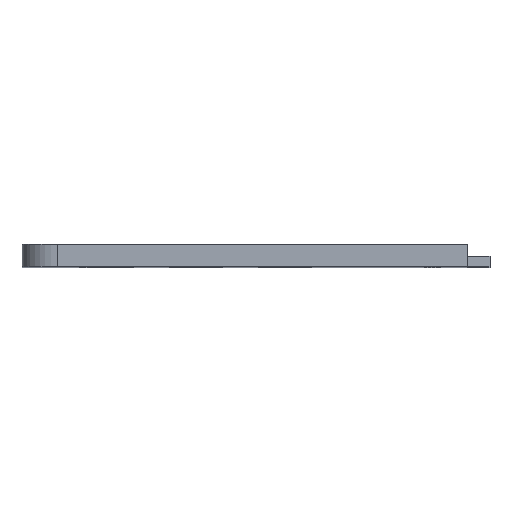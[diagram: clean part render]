
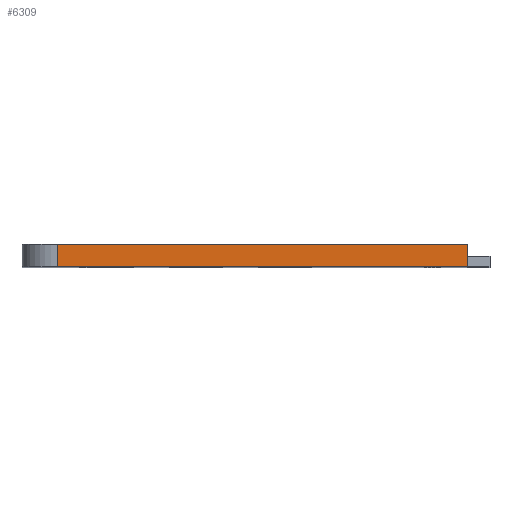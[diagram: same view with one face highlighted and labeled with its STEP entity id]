
A CAD part, top view. The second image highlights one B-rep face of the part: STEP entity #6309.
In plain terms, the highlighted planar face has unit normal (0, 0, 1).
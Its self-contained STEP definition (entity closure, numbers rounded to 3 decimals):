
#837=DIRECTION('',(1.,0.,0.));
#838=VECTOR('',#837,92.);
#839=CARTESIAN_POINT('',(-177.,5.,100.));
#840=LINE('',#839,#838);
#2189=DIRECTION('',(0.,-1.,0.));
#2190=VECTOR('',#2189,5.);
#2191=CARTESIAN_POINT('',(-177.,10.,100.));
#2192=LINE('',#2191,#2190);
#2193=DIRECTION('',(1.,0.,0.));
#2194=VECTOR('',#2193,92.);
#2195=CARTESIAN_POINT('',(-177.,10.,100.));
#2196=LINE('',#2195,#2194);
#2197=DIRECTION('',(0.,1.,0.));
#2198=VECTOR('',#2197,5.);
#2199=CARTESIAN_POINT('',(-85.,5.,100.));
#2200=LINE('',#2199,#2198);
#2846=CARTESIAN_POINT('',(-85.,10.,100.));
#2848=VERTEX_POINT('',#2846);
#2849=CARTESIAN_POINT('',(-85.,5.,100.));
#2850=VERTEX_POINT('',#2849);
#2957=CARTESIAN_POINT('',(-177.,5.,100.));
#2959=VERTEX_POINT('',#2957);
#2963=CARTESIAN_POINT('',(-177.,10.,100.));
#2964=VERTEX_POINT('',#2963);
#6297=CARTESIAN_POINT('',(-115.,0.,100.));
#6298=DIRECTION('',(0.,0.,1.));
#6299=DIRECTION('',(1.,0.,0.));
#6300=AXIS2_PLACEMENT_3D('',#6297,#6298,#6299);
#6301=PLANE('',#6300);
#6303=ORIENTED_EDGE('',*,*,#6302,.F.);
#6304=ORIENTED_EDGE('',*,*,#2984,.T.);
#6305=ORIENTED_EDGE('',*,*,#6123,.F.);
#6306=ORIENTED_EDGE('',*,*,#3427,.F.);
#6307=EDGE_LOOP('',(#6303,#6304,#6305,#6306));
#6308=FACE_OUTER_BOUND('',#6307,.F.);
#6309=ADVANCED_FACE('',(#6308),#6301,.T.);
#2984=EDGE_CURVE('',#2964,#2848,#2196,.T.);
#3427=EDGE_CURVE('',#2959,#2850,#840,.T.);
#6123=EDGE_CURVE('',#2850,#2848,#2200,.T.);
#6302=EDGE_CURVE('',#2964,#2959,#2192,.T.);
